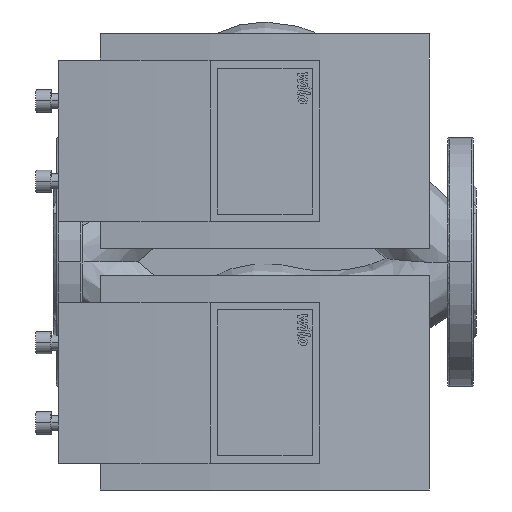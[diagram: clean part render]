
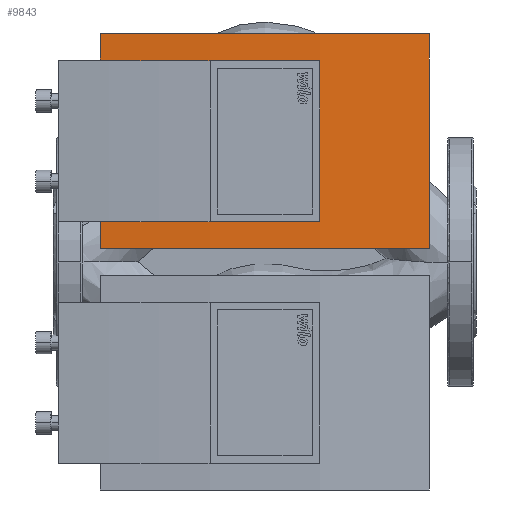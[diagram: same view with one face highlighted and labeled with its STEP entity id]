
A CAD part, front view. The second image highlights one B-rep face of the part: STEP entity #9843.
In plain terms, the highlighted free-form (B-spline) face has degree [1, 2] with [2, 9] control points.
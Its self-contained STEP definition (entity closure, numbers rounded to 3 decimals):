
#9747=CARTESIAN_POINT('',(249.0,-321.843,9.));
#9748=VERTEX_POINT('',#9747);
#9755=CARTESIAN_POINT('',(31.,-321.843,9.));
#9756=VERTEX_POINT('',#9755);
#9757=CARTESIAN_POINT('',(140.,827.4,9.));
#9758=DIRECTION('',(0.,0.,-1.));
#9759=DIRECTION('',(-0.094,0.996,0.));
#9760=AXIS2_PLACEMENT_3D('',#9757,#9758,#9759);
#9761=CIRCLE('',#9760,1154.4);
#9762=EDGE_CURVE('',#9748,#9756,#9761,.T.);
#9779=CARTESIAN_POINT('',(31.,-321.843,151.0));
#9780=VERTEX_POINT('',#9779);
#9789=CARTESIAN_POINT('',(31.,-321.843,151.0));
#9790=DIRECTION('',(0.0,0.0,-1.0));
#9791=VECTOR('',#9790,142.0);
#9792=LINE('',#9789,#9791);
#9793=EDGE_CURVE('',#9780,#9756,#9792,.T.);
#9798=CARTESIAN_POINT('',(249.,-321.843,9.));
#9799=CARTESIAN_POINT('',(249.,-321.843,151.0));
#9800=CARTESIAN_POINT('',(-900.243,-430.843,9.));
#9801=CARTESIAN_POINT('',(-900.243,-430.843,151.));
#9802=CARTESIAN_POINT('',(-1009.243,718.4,9.));
#9803=CARTESIAN_POINT('',(-1009.243,718.4,151.));
#9804=CARTESIAN_POINT('',(-1118.243,1867.643,9.));
#9805=CARTESIAN_POINT('',(-1118.243,1867.643,151.));
#9806=CARTESIAN_POINT('',(31.,1976.643,9.));
#9807=CARTESIAN_POINT('',(31.,1976.643,151.));
#9808=CARTESIAN_POINT('',(1180.243,2085.643,9.));
#9809=CARTESIAN_POINT('',(1180.243,2085.643,151.));
#9810=CARTESIAN_POINT('',(1289.243,936.4,9.));
#9811=CARTESIAN_POINT('',(1289.243,936.4,151.));
#9812=CARTESIAN_POINT('',(1398.243,-212.843,9.));
#9813=CARTESIAN_POINT('',(1398.243,-212.843,151.));
#9814=CARTESIAN_POINT('',(249.,-321.843,9.));
#9815=CARTESIAN_POINT('',(249.,-321.843,151.0));
#9823=(BOUNDED_SURFACE()B_SPLINE_SURFACE(1,2,((#9798,#9800,#9802,#9804,#9806,#9808,#9810,#9812,#9814),(#9799,#9801,#9803,#9805,#9807,#9809,#9811,#9813,#9815)),.UNSPECIFIED.,.F.,.T.,.U.)B_SPLINE_SURFACE_WITH_KNOTS((2,2),(3,2,2,2,3),(-0.062,0.062),(0.0,1813.327,3626.655,5439.982,7253.309),.UNSPECIFIED.)GEOMETRIC_REPRESENTATION_ITEM()RATIONAL_B_SPLINE_SURFACE(((1.0,0.707,1.0,0.707,1.0,0.707,1.0,0.707,1.0),(1.0,0.707,1.0,0.707,1.0,0.707,1.0,0.707,1.0)))REPRESENTATION_ITEM('')SURFACE());
#9824=CARTESIAN_POINT('',(249.0,-321.843,151.0));
#9825=VERTEX_POINT('',#9824);
#9826=CARTESIAN_POINT('',(140.,827.4,151.));
#9827=DIRECTION('',(0.,0.,1.));
#9828=DIRECTION('',(-0.094,0.996,0.));
#9829=AXIS2_PLACEMENT_3D('',#9826,#9827,#9828);
#9830=CIRCLE('',#9829,1154.4);
#9831=EDGE_CURVE('',#9780,#9825,#9830,.T.);
#9832=ORIENTED_EDGE('',*,*,#9831,.F.);
#9833=ORIENTED_EDGE('',*,*,#9793,.T.);
#9834=ORIENTED_EDGE('',*,*,#9762,.F.);
#9835=CARTESIAN_POINT('',(249.0,-321.843,151.0));
#9836=DIRECTION('',(0.0,0.0,-1.0));
#9837=VECTOR('',#9836,142.0);
#9838=LINE('',#9835,#9837);
#9839=EDGE_CURVE('',#9825,#9748,#9838,.T.);
#9840=ORIENTED_EDGE('',*,*,#9839,.F.);
#9841=EDGE_LOOP('',(#9832,#9833,#9834,#9840));
#9842=FACE_OUTER_BOUND('',#9841,.T.);
#9843=ADVANCED_FACE('',(#9842),#9823,.T.);
